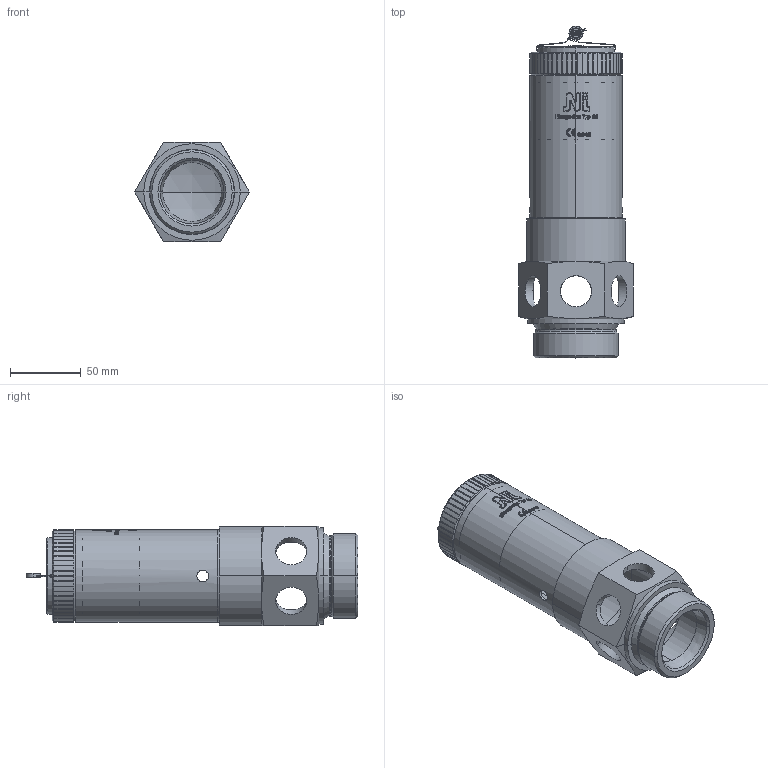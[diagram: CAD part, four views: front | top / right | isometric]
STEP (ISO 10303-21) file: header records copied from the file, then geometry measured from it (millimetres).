
FILE_DESCRIPTION (( 'STEP AP203' ), '1' );
FILE_NAME ('Typ 66.STEP', '2018-01-16T14:15:22', ( '' ), ( '' ), 'SwSTEP 2.0', 'SolidWorks 2016', '' );
FILE_SCHEMA (( 'CONFIG_CONTROL_DESIGN' ));
Length unit declared in the file: millimetre
Products named in the file (1): Typ 66
Bounding box: 80.83 x 234.1 x 70 mm (x, y, z)
Volume: 160751.1 mm3; surface area: 119162.6 mm2
Topology: 6 solids, 6 shells, 831 faces, 2160 edges, 1386 vertices
Faces by surface type: plane 253, cylinder 243, bspline 231, torus 68, cone 32, sphere 4
Entity records: 38234 total; most frequent: CARTESIAN_POINT 19794, ORIENTED_EDGE 4320, DIRECTION 3032, EDGE_CURVE 2160, VERTEX_POINT 1386, AXIS2_PLACEMENT_3D 1133, EDGE_LOOP 906, ADVANCED_FACE 831
